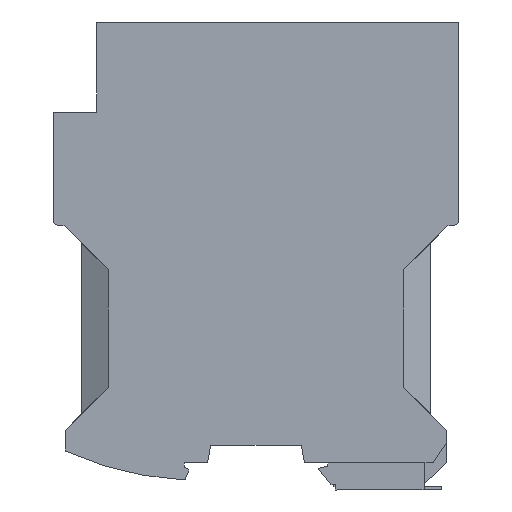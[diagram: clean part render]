
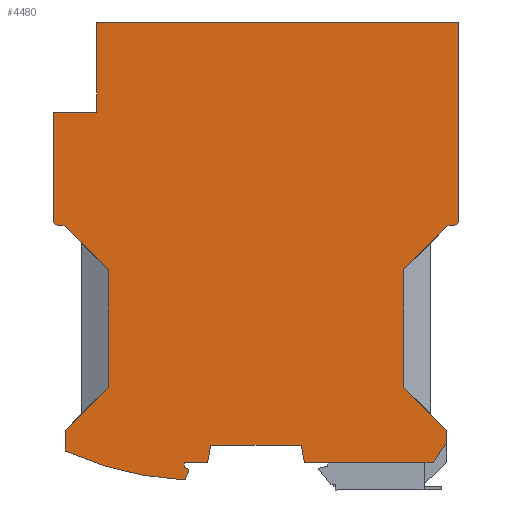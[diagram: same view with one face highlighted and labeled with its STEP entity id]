
A CAD part, left-side view. The second image highlights one B-rep face of the part: STEP entity #4480.
In plain terms, the highlighted planar face has unit normal (-1, 0, 0).
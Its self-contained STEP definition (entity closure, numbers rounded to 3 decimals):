
#2090=CARTESIAN_POINT('',(2.5,57.,36.4));
#2100=DIRECTION('',(-1.,0.,0.));
#2110=DIRECTION('',(0.,-1.,0.));
#2120=AXIS2_PLACEMENT_3D('',#2090,#2100,#2110);
#2130=PLANE('',#2120);
#2140=CARTESIAN_POINT('',(2.5,74.5,36.4));
#2150=DIRECTION('',(0.,0.,1.));
#2160=VECTOR('',#2150,1.);
#2170=LINE('',#2140,#2160);
#2180=CARTESIAN_POINT('',(2.5,74.5,-49.2));
#2190=VERTEX_POINT('',#2180);
#2200=CARTESIAN_POINT('',(2.5,74.5,-48.2));
#2210=VERTEX_POINT('',#2200);
#2220=EDGE_CURVE('',#2190,#2210,#2170,.T.);
#2230=ORIENTED_EDGE('',*,*,#2220,.T.);
#2240=CARTESIAN_POINT('',(2.5,57.,-57.36));
#2250=DIRECTION('',(0.,-0.906,-0.423));
#2260=VECTOR('',#2250,1.);
#2270=LINE('',#2240,#2260);
#2280=CARTESIAN_POINT('',(2.5,73.4,-49.713));
#2290=VERTEX_POINT('',#2280);
#2300=EDGE_CURVE('',#2190,#2290,#2270,.T.);
#2310=ORIENTED_EDGE('',*,*,#2300,.F.);
#2320=CARTESIAN_POINT('',(2.5,73.4,36.4));
#2330=DIRECTION('',(0.,0.,-1.));
#2340=VECTOR('',#2330,1.);
#2350=LINE('',#2320,#2340);
#2360=CARTESIAN_POINT('',(2.5,73.4,-50.2));
#2370=VERTEX_POINT('',#2360);
#2380=EDGE_CURVE('',#2290,#2370,#2350,.T.);
#2390=ORIENTED_EDGE('',*,*,#2380,.F.);
#2400=CARTESIAN_POINT('',(2.5,76.198,-56.2));
#2410=DIRECTION('',(0.,-0.423,0.906));
#2420=VECTOR('',#2410,1.);
#2430=LINE('',#2400,#2420);
#2440=CARTESIAN_POINT('',(2.5,74.262,-52.049));
#2450=VERTEX_POINT('',#2440);
#2460=EDGE_CURVE('',#2450,#2370,#2430,.T.);
#2470=ORIENTED_EDGE('',*,*,#2460,.T.);
#2480=CARTESIAN_POINT('',(2.5,74.716,-51.838));
#2490=DIRECTION('',(1.,0.,0.));
#2500=DIRECTION('',(0.,1.,0.));
#2510=AXIS2_PLACEMENT_3D('',#2480,#2490,#2500);
#2520=CIRCLE('',#2510,0.5);
#2530=CARTESIAN_POINT('',(2.5,74.742,-52.337));
#2540=VERTEX_POINT('',#2530);
#2550=EDGE_CURVE('',#2450,#2540,#2520,.T.);
#2560=ORIENTED_EDGE('',*,*,#2550,.F.);
#2570=CARTESIAN_POINT('',(2.5,70.5,27.55));
#2580=DIRECTION('',(1.,0.,0.));
#2590=DIRECTION('',(0.,1.,0.));
#2600=AXIS2_PLACEMENT_3D('',#2570,#2580,#2590);
#2610=CIRCLE('',#2600,80.);
#2620=CARTESIAN_POINT('',(2.5,103.55,-45.304));
#2630=VERTEX_POINT('',#2620);
#2640=EDGE_CURVE('',#2540,#2630,#2610,.T.);
#2650=ORIENTED_EDGE('',*,*,#2640,.F.);
#2660=CARTESIAN_POINT('',(2.5,103.55,-56.2));
#2670=DIRECTION('',(0.,0.,-1.));
#2680=VECTOR('',#2670,1.);
#2690=LINE('',#2660,#2680);
#2700=CARTESIAN_POINT('',(2.5,103.55,-40.2));
#2710=VERTEX_POINT('',#2700);
#2720=EDGE_CURVE('',#2710,#2630,#2690,.T.);
#2730=ORIENTED_EDGE('',*,*,#2720,.T.);
#2740=CARTESIAN_POINT('',(2.5,57.,6.35));
#2750=DIRECTION('',(0.,-0.707,0.707));
#2760=VECTOR('',#2750,1.);
#2770=LINE('',#2740,#2760);
#2780=CARTESIAN_POINT('',(2.5,93.05,-29.7));
#2790=VERTEX_POINT('',#2780);
#2800=EDGE_CURVE('',#2710,#2790,#2770,.T.);
#2810=ORIENTED_EDGE('',*,*,#2800,.F.);
#2820=CARTESIAN_POINT('',(2.5,93.05,36.4));
#2830=DIRECTION('',(0.,0.,-1.));
#2840=VECTOR('',#2830,1.);
#2850=LINE('',#2820,#2840);
#2860=CARTESIAN_POINT('',(2.5,93.05,-1.1));
#2870=VERTEX_POINT('',#2860);
#2880=EDGE_CURVE('',#2870,#2790,#2850,.T.);
#2890=ORIENTED_EDGE('',*,*,#2880,.T.);
#2900=CARTESIAN_POINT('',(2.5,130.55,36.4));
#2910=DIRECTION('',(0.,0.707,0.707));
#2920=VECTOR('',#2910,1.);
#2930=LINE('',#2900,#2920);
#2940=CARTESIAN_POINT('',(2.5,103.85,9.7));
#2950=VERTEX_POINT('',#2940);
#2960=EDGE_CURVE('',#2870,#2950,#2930,.T.);
#2970=ORIENTED_EDGE('',*,*,#2960,.F.);
#2980=CARTESIAN_POINT('',(2.5,57.,9.7));
#2990=DIRECTION('',(0.,-1.,0.));
#3000=VECTOR('',#2990,1.);
#3010=LINE('',#2980,#3000);
#3020=CARTESIAN_POINT('',(2.5,105.,9.7));
#3030=VERTEX_POINT('',#3020);
#3040=EDGE_CURVE('',#3030,#2950,#3010,.T.);
#3050=ORIENTED_EDGE('',*,*,#3040,.T.);
#3060=CARTESIAN_POINT('',(2.5,105.,11.2));
#3070=DIRECTION('',(-1.,0.,0.));
#3080=DIRECTION('',(0.,-1.,0.));
#3090=AXIS2_PLACEMENT_3D('',#3060,#3070,#3080);
#3100=CIRCLE('',#3090,1.5);
#3110=CARTESIAN_POINT('',(2.5,106.5,11.2));
#3120=VERTEX_POINT('',#3110);
#3130=EDGE_CURVE('',#3120,#3030,#3100,.T.);
#3140=ORIENTED_EDGE('',*,*,#3130,.T.);
#3150=CARTESIAN_POINT('',(2.5,106.5,
-55.7));
#3160=DIRECTION('',(0.,0.,-1.));
#3170=VECTOR('',#3160,1.);
#3180=LINE('',#3150,#3170);
#3190=CARTESIAN_POINT('',(2.5,106.5,37.4));
#3200=VERTEX_POINT('',#3190);
#3210=EDGE_CURVE('',#3200,#3120,#3180,.T.);
#3220=ORIENTED_EDGE('',*,*,#3210,.T.);
#3230=CARTESIAN_POINT('',(2.5,57.,
37.4));
#3240=DIRECTION('',(0.,-1.,0.));
#3250=VECTOR('',#3240,1.);
#3260=LINE('',#3230,#3250);
#3270=CARTESIAN_POINT('',(2.5,95.8,37.4));
#3280=VERTEX_POINT('',#3270);
#3290=EDGE_CURVE('',#3200,#3280,#3260,.T.);
#3300=ORIENTED_EDGE('',*,*,#3290,.F.);
#3310=CARTESIAN_POINT('',(2.5,95.8,36.4));
#3320=DIRECTION('',(0.,0.,-1.));
#3330=VECTOR('',#3320,1.);
#3340=LINE('',#3310,#3330);
#3350=CARTESIAN_POINT('',(2.5,95.8,59.3));
#3360=VERTEX_POINT('',#3350);
#3370=EDGE_CURVE('',#3360,#3280,#3340,.T.);
#3380=ORIENTED_EDGE('',*,*,#3370,.T.);
#3390=CARTESIAN_POINT('',(2.5,123.44,
59.3));
#3400=DIRECTION('',(0.,-1.,0.));
#3410=VECTOR('',#3400,1.);
#3420=LINE('',#3390,#3410);
#3430=CARTESIAN_POINT('',(2.5,7.5,59.3));
#3440=VERTEX_POINT('',#3430);
#3450=EDGE_CURVE('',#3360,#3440,#3420,.T.);
#3460=ORIENTED_EDGE('',*,*,#3450,.F.);
#3470=CARTESIAN_POINT('',(2.5,7.5,36.4));
#3480=DIRECTION('',(0.,0.,1.));
#3490=VECTOR('',#3480,1.);
#3500=LINE('',#3470,#3490);
#3510=CARTESIAN_POINT('',(2.5,7.5,11.2));
#3520=VERTEX_POINT('',#3510);
#3530=EDGE_CURVE('',#3520,#3440,#3500,.T.);
#3540=ORIENTED_EDGE('',*,*,#3530,.T.);
#3550=CARTESIAN_POINT('',(2.5,9.,11.2));
#3560=DIRECTION('',(-1.,0.,0.));
#3570=DIRECTION('',(0.,-1.,0.));
#3580=AXIS2_PLACEMENT_3D('',#3550,#3560,#3570);
#3590=CIRCLE('',#3580,1.5);
#3600=CARTESIAN_POINT('',(2.5,9.,9.7));
#3610=VERTEX_POINT('',#3600);
#3620=EDGE_CURVE('',#3610,#3520,#3590,.T.);
#3630=ORIENTED_EDGE('',*,*,#3620,.T.);
#3640=CARTESIAN_POINT('',(2.5,57.,9.7));
#3650=DIRECTION('',(0.,-1.,0.));
#3660=VECTOR('',#3650,1.);
#3670=LINE('',#3640,#3660);
#3680=CARTESIAN_POINT('',(2.5,10.15,9.7));
#3690=VERTEX_POINT('',#3680);
#3700=EDGE_CURVE('',#3690,#3610,#3670,.T.);
#3710=ORIENTED_EDGE('',*,*,#3700,.T.);
#3720=CARTESIAN_POINT('',(2.5,-16.55,36.4));
#3730=DIRECTION('',(0.,0.707,-0.707));
#3740=VECTOR('',#3730,1.);
#3750=LINE('',#3720,#3740);
#3760=CARTESIAN_POINT('',(2.5,20.95,-1.1));
#3770=VERTEX_POINT('',#3760);
#3780=EDGE_CURVE('',#3690,#3770,#3750,.T.);
#3790=ORIENTED_EDGE('',*,*,#3780,.F.);
#3800=CARTESIAN_POINT('',(2.5,20.95,36.4));
#3810=DIRECTION('',(0.,0.,1.));
#3820=VECTOR('',#3810,1.);
#3830=LINE('',#3800,#3820);
#3840=CARTESIAN_POINT('',(2.5,20.95,-29.7));
#3850=VERTEX_POINT('',#3840);
#3860=EDGE_CURVE('',#3850,#3770,#3830,.T.);
#3870=ORIENTED_EDGE('',*,*,#3860,.T.);
#3880=CARTESIAN_POINT('',(2.5,57.,6.35));
#3890=DIRECTION('',(0.,-0.707,-0.707));
#3900=VECTOR('',#3890,1.);
#3910=LINE('',#3880,#3900);
#3920=CARTESIAN_POINT('',(2.5,10.45,-40.2));
#3930=VERTEX_POINT('',#3920);
#3940=EDGE_CURVE('',#3850,#3930,#3910,.T.);
#3950=ORIENTED_EDGE('',*,*,#3940,.F.);
#3960=CARTESIAN_POINT('',(2.5,10.45,-56.2));
#3970=DIRECTION('',(0.,0.,1.));
#3980=VECTOR('',#3970,1.);
#3990=LINE('',#3960,#3980);
#4000=CARTESIAN_POINT('',(2.5,10.45,-43.3));
#4010=VERTEX_POINT('',#4000);
#4020=EDGE_CURVE('',#4010,#3930,#3990,.T.);
#4030=ORIENTED_EDGE('',*,*,#4020,.T.);
#4040=CARTESIAN_POINT('',(2.5,-44.039,36.4));
#4050=DIRECTION('',(0.,0.564,-0.826));
#4060=VECTOR('',#4050,1.);
#4070=LINE('',#4040,#4060);
#4080=CARTESIAN_POINT('',(2.5,13.8,-48.2));
#4090=VERTEX_POINT('',#4080);
#4100=EDGE_CURVE('',#4010,#4090,#4070,.T.);
#4110=ORIENTED_EDGE('',*,*,#4100,.F.);
#4120=CARTESIAN_POINT('',(2.5,57.,-48.2));
#4130=DIRECTION('',(0.,1.,0.));
#4140=VECTOR('',#4130,1.);
#4150=LINE('',#4120,#4140);
#4160=CARTESIAN_POINT('',(2.5,45.183,-48.2));
#4170=VERTEX_POINT('',#4160);
#4180=EDGE_CURVE('',#4090,#4170,#4150,.T.);
#4190=ORIENTED_EDGE('',*,*,#4180,.F.);
#4200=CARTESIAN_POINT('',(2.5,60.1,36.4));
#4210=DIRECTION('',(0.,-0.174,-0.985));
#4220=VECTOR('',#4210,1.);
#4230=LINE('',#4200,#4220);
#4240=CARTESIAN_POINT('',(2.5,45.95,-43.85));
#4250=VERTEX_POINT('',#4240);
#4260=EDGE_CURVE('',#4250,#4170,#4230,.T.);
#4270=ORIENTED_EDGE('',*,*,#4260,.T.);
#4280=CARTESIAN_POINT('',(2.5,57.,-43.85));
#4290=DIRECTION('',(0.,-1.,0.));
#4300=VECTOR('',#4290,1.);
#4310=LINE('',#4280,#4300);
#4320=CARTESIAN_POINT('',(2.5,68.05,-43.85));
#4330=VERTEX_POINT('',#4320);
#4340=EDGE_CURVE('',#4330,#4250,#4310,.T.);
#4350=ORIENTED_EDGE('',*,*,#4340,.T.);
#4360=CARTESIAN_POINT('',(2.5,53.9,36.4));
#4370=DIRECTION('',(0.,-0.174,0.985));
#4380=VECTOR('',#4370,1.);
#4390=LINE('',#4360,#4380);
#4400=CARTESIAN_POINT('',(2.5,68.817,-48.2));
#4410=VERTEX_POINT('',#4400);
#4420=EDGE_CURVE('',#4410,#4330,#4390,.T.);
#4430=ORIENTED_EDGE('',*,*,#4420,.T.);
#4440=EDGE_CURVE('',#4410,#2210,#4150,.T.);
#4450=ORIENTED_EDGE('',*,*,#4440,.F.);
#4460=EDGE_LOOP('',(#4450,#4430,#4350,#4270,#4190,#4110,#4030,#3950,
#3870,#3790,#3710,#3630,#3540,#3460,#3380,#3300,#3220,#3140,#3050,#2970,
#2890,#2810,#2730,#2650,#2560,#2470,#2390,#2310,#2230));
#4470=FACE_OUTER_BOUND('',#4460,.T.);
#4480=ADVANCED_FACE('',(#4470),#2130,.T.);
